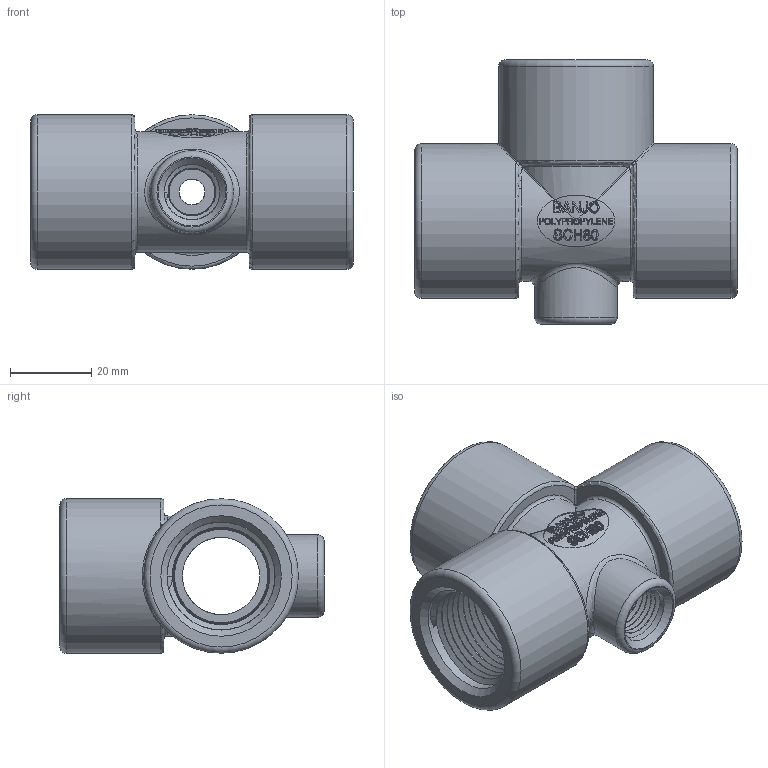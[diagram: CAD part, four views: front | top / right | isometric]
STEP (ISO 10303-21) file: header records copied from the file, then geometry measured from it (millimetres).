
FILE_DESCRIPTION(/* description */ ('3/4" TEE W/ 1/4" GAUGE PORT'),/* implementation_level */ '2;1');
FILE_NAME(/* name */ 'TEG075.stp',/* time_stamp */ '2014-12-04T07:40:09-05:00',/* author */ ('areid'),/* organization */ (''),/* preprocessor_version */ 'ST-DEVELOPER v15.2',/* originating_system */ 'Autodesk Inventor 2014',/* authorisation */ '');
FILE_SCHEMA (('AUTOMOTIVE_DESIGN { 1 0 10303 214 3 1 1 }'));
Length unit declared in the file: inch
Products named in the file (1): TEG075
Bounding box: 79.5 x 65.15 x 38.1 mm (x, y, z)
Volume: 64824.6 mm3; surface area: 26012.5 mm2
Topology: 1 solids, 1 shells, 456 faces, 1207 edges, 786 vertices
Faces by surface type: bspline 194, plane 144, cylinder 58, cone 48, torus 12
Full cylindrical faces by diameter (mm): 6.35 x1, 19.05 x2, 20.32 x1, 38.1 x3
Entity records: 49354 total; most frequent: CARTESIAN_POINT 40494, ORIENTED_EDGE 2164, DIRECTION 1184, EDGE_CURVE 1082, VERTEX_POINT 715, B_SPLINE_CURVE_WITH_KNOTS 524, EDGE_LOOP 485, ADVANCED_FACE 424
